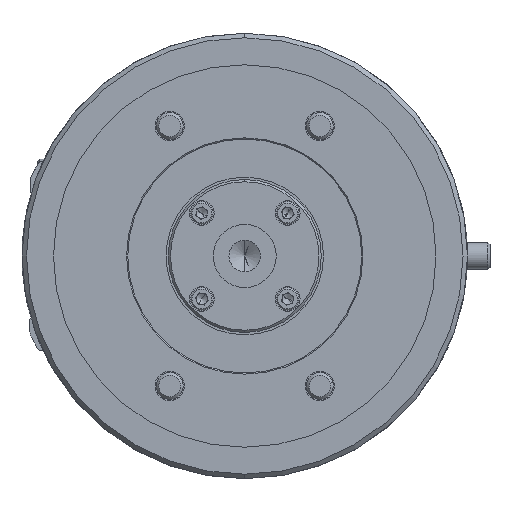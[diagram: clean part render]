
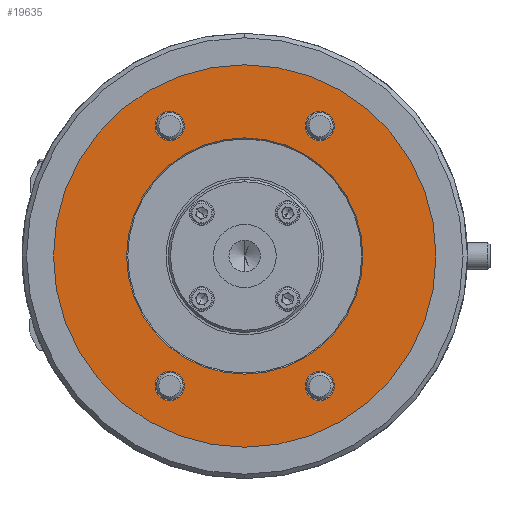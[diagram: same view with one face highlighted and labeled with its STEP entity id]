
A CAD part, left-side view. The second image highlights one B-rep face of the part: STEP entity #19635.
In plain terms, the highlighted planar face has unit normal (-1, 0, 0).
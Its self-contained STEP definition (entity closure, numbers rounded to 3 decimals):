
#352 = CARTESIAN_POINT ( 'NONE',  ( 5., -33.35, 57.764 ) ) ;
#445 = AXIS2_PLACEMENT_3D ( 'NONE', #14736, #4093, #10087 ) ;
#736 = CARTESIAN_POINT ( 'NONE',  ( 5., 33.35, -51.264 ) ) ;
#774 = ORIENTED_EDGE ( 'NONE', *, *, #1724, .F. ) ;
#884 = DIRECTION ( 'NONE',  ( 0., 0., 1. ) ) ;
#1179 = ORIENTED_EDGE ( 'NONE', *, *, #13115, .F. ) ;
#1180 = DIRECTION ( 'NONE',  ( 1., 0., 0. ) ) ;
#1674 = FACE_BOUND ( 'NONE', #3135, .T. ) ;
#1724 = EDGE_CURVE ( 'NONE', #2445, #5684, #9678, .T. ) ;
#1842 = DIRECTION ( 'NONE',  ( -1., 0., 0. ) ) ;
#1914 = CARTESIAN_POINT ( 'NONE',  ( 5., 0., -52.5 ) ) ;
#2052 = DIRECTION ( 'NONE',  ( 0., 0., 1. ) ) ;
#2097 = DIRECTION ( 'NONE',  ( -1., 0., 0. ) ) ;
#2188 = EDGE_CURVE ( 'NONE', #11290, #7101, #12278, .T. ) ;
#2445 = VERTEX_POINT ( 'NONE', #11907 ) ;
#2839 = VERTEX_POINT ( 'NONE', #3697 ) ;
#2912 = CIRCLE ( 'NONE', #7175, 6.5 ) ;
#2931 = CIRCLE ( 'NONE', #11523, 52.5 ) ;
#2964 = CARTESIAN_POINT ( 'NONE',  ( 5., -33.35, -51.264 ) ) ;
#3060 = CARTESIAN_POINT ( 'NONE',  ( 5., -33.35, -57.764 ) ) ;
#3135 = EDGE_LOOP ( 'NONE', ( #9763, #6789 ) ) ;
#3379 = CARTESIAN_POINT ( 'NONE',  ( 5., 33.35, 64.264 ) ) ;
#3697 = CARTESIAN_POINT ( 'NONE',  ( 5., 33.35, 51.264 ) ) ;
#3745 = AXIS2_PLACEMENT_3D ( 'NONE', #352, #13977, #18534 ) ;
#3783 = CARTESIAN_POINT ( 'NONE',  ( 5., -33.35, -57.764 ) ) ;
#3828 = EDGE_CURVE ( 'NONE', #7101, #11290, #4554, .T. ) ;
#3917 = VERTEX_POINT ( 'NONE', #1914 ) ;
#3960 = VERTEX_POINT ( 'NONE', #3379 ) ;
#3985 = EDGE_CURVE ( 'NONE', #5684, #2445, #15797, .T. ) ;
#4093 = DIRECTION ( 'NONE',  ( 1., 0., 0. ) ) ;
#4481 = ORIENTED_EDGE ( 'NONE', *, *, #3828, .F. ) ;
#4554 = CIRCLE ( 'NONE', #14157, 85. ) ;
#4734 = ORIENTED_EDGE ( 'NONE', *, *, #10458, .F. ) ;
#4879 = AXIS2_PLACEMENT_3D ( 'NONE', #11052, #1842, #15775 ) ;
#4935 = ORIENTED_EDGE ( 'NONE', *, *, #18434, .F. ) ;
#4988 = EDGE_LOOP ( 'NONE', ( #1179, #19023 ) ) ;
#5085 = DIRECTION ( 'NONE',  ( 1., 0., 0. ) ) ;
#5292 = DIRECTION ( 'NONE',  ( 1., 0., 0. ) ) ;
#5494 = CIRCLE ( 'NONE', #9102, 6.5 ) ;
#5501 = EDGE_LOOP ( 'NONE', ( #4481, #12498 ) ) ;
#5640 = CARTESIAN_POINT ( 'NONE',  ( 5., 85., 0. ) ) ;
#5684 = VERTEX_POINT ( 'NONE', #2964 ) ;
#5809 = CARTESIAN_POINT ( 'NONE',  ( 5., 0., 0. ) ) ;
#6631 = CARTESIAN_POINT ( 'NONE',  ( 5., 33.35, -57.764 ) ) ;
#6789 = ORIENTED_EDGE ( 'NONE', *, *, #12799, .T. ) ;
#6835 = DIRECTION ( 'NONE',  ( 0., 0., 1. ) ) ;
#7101 = VERTEX_POINT ( 'NONE', #8541 ) ;
#7175 = AXIS2_PLACEMENT_3D ( 'NONE', #8644, #17761, #8453 ) ;
#7339 = DIRECTION ( 'NONE',  ( 0., 0., -1. ) ) ;
#7409 = VERTEX_POINT ( 'NONE', #13471 ) ;
#7524 = CIRCLE ( 'NONE', #3745, 6.5 ) ;
#7957 = AXIS2_PLACEMENT_3D ( 'NONE', #5640, #10268, #884 ) ;
#8080 = AXIS2_PLACEMENT_3D ( 'NONE', #8204, #2097, #14403 ) ;
#8204 = CARTESIAN_POINT ( 'NONE',  ( 5., 33.35, 57.764 ) ) ;
#8453 = DIRECTION ( 'NONE',  ( 0., 0., 1. ) ) ;
#8541 = CARTESIAN_POINT ( 'NONE',  ( 5., 0., -85. ) ) ;
#8644 = CARTESIAN_POINT ( 'NONE',  ( 5., 33.35, -57.764 ) ) ;
#8755 = CIRCLE ( 'NONE', #445, 52.5 ) ;
#8794 = VERTEX_POINT ( 'NONE', #17305 ) ;
#9102 = AXIS2_PLACEMENT_3D ( 'NONE', #9347, #17988, #15475 ) ;
#9347 = CARTESIAN_POINT ( 'NONE',  ( 5., -33.35, 57.764 ) ) ;
#9626 = FACE_BOUND ( 'NONE', #19678, .T. ) ;
#9678 = CIRCLE ( 'NONE', #10704, 6.5 ) ;
#9685 = EDGE_CURVE ( 'NONE', #16504, #11749, #5494, .T. ) ;
#9763 = ORIENTED_EDGE ( 'NONE', *, *, #17261, .T. ) ;
#9861 = FACE_BOUND ( 'NONE', #10024, .T. ) ;
#10024 = EDGE_LOOP ( 'NONE', ( #774, #13376 ) ) ;
#10087 = DIRECTION ( 'NONE',  ( 0., 0., -1. ) ) ;
#10268 = DIRECTION ( 'NONE',  ( -1., 0., 0. ) ) ;
#10329 = FACE_OUTER_BOUND ( 'NONE', #5501, .T. ) ;
#10458 = EDGE_CURVE ( 'NONE', #3960, #2839, #14549, .T. ) ;
#10704 = AXIS2_PLACEMENT_3D ( 'NONE', #3060, #13207, #11560 ) ;
#11052 = CARTESIAN_POINT ( 'NONE',  ( 5., 33.35, 57.764 ) ) ;
#11290 = VERTEX_POINT ( 'NONE', #15341 ) ;
#11523 = AXIS2_PLACEMENT_3D ( 'NONE', #5809, #1180, #7339 ) ;
#11560 = DIRECTION ( 'NONE',  ( 0., 0., 1. ) ) ;
#11737 = PLANE ( 'NONE',  #7957 ) ;
#11749 = VERTEX_POINT ( 'NONE', #15421 ) ;
#11907 = CARTESIAN_POINT ( 'NONE',  ( 5., -33.35, -64.264 ) ) ;
#12123 = AXIS2_PLACEMENT_3D ( 'NONE', #3783, #14430, #2052 ) ;
#12278 = CIRCLE ( 'NONE', #17448, 85. ) ;
#12377 = EDGE_LOOP ( 'NONE', ( #4935, #15725 ) ) ;
#12498 = ORIENTED_EDGE ( 'NONE', *, *, #2188, .F. ) ;
#12799 = EDGE_CURVE ( 'NONE', #3917, #8794, #8755, .T. ) ;
#13115 = EDGE_CURVE ( 'NONE', #11749, #16504, #7524, .T. ) ;
#13207 = DIRECTION ( 'NONE',  ( -1., 0., 0. ) ) ;
#13376 = ORIENTED_EDGE ( 'NONE', *, *, #3985, .F. ) ;
#13471 = CARTESIAN_POINT ( 'NONE',  ( 5., 33.35, -64.264 ) ) ;
#13977 = DIRECTION ( 'NONE',  ( -1., 0., 0. ) ) ;
#14157 = AXIS2_PLACEMENT_3D ( 'NONE', #14160, #5085, #16956 ) ;
#14160 = CARTESIAN_POINT ( 'NONE',  ( 5., 0., 0. ) ) ;
#14376 = FACE_BOUND ( 'NONE', #12377, .T. ) ;
#14403 = DIRECTION ( 'NONE',  ( 0., 0., 1. ) ) ;
#14430 = DIRECTION ( 'NONE',  ( -1., 0., 0. ) ) ;
#14435 = CARTESIAN_POINT ( 'NONE',  ( 5., 0., 0. ) ) ;
#14549 = CIRCLE ( 'NONE', #4879, 6.5 ) ;
#14736 = CARTESIAN_POINT ( 'NONE',  ( 5., 0., 0. ) ) ;
#15341 = CARTESIAN_POINT ( 'NONE',  ( 5., 0., 85. ) ) ;
#15421 = CARTESIAN_POINT ( 'NONE',  ( 5., -33.35, 51.264 ) ) ;
#15475 = DIRECTION ( 'NONE',  ( 0., 0., 1. ) ) ;
#15725 = ORIENTED_EDGE ( 'NONE', *, *, #18287, .F. ) ;
#15775 = DIRECTION ( 'NONE',  ( 0., 0., 1. ) ) ;
#15797 = CIRCLE ( 'NONE', #12123, 6.5 ) ;
#15968 = DIRECTION ( 'NONE',  ( 0., 0., -1. ) ) ;
#16504 = VERTEX_POINT ( 'NONE', #17633 ) ;
#16752 = AXIS2_PLACEMENT_3D ( 'NONE', #6631, #18956, #6835 ) ;
#16956 = DIRECTION ( 'NONE',  ( 0., 0., -1. ) ) ;
#17199 = VERTEX_POINT ( 'NONE', #736 ) ;
#17234 = FACE_BOUND ( 'NONE', #4988, .T. ) ;
#17261 = EDGE_CURVE ( 'NONE', #8794, #3917, #2931, .T. ) ;
#17305 = CARTESIAN_POINT ( 'NONE',  ( 5., 0., 52.5 ) ) ;
#17448 = AXIS2_PLACEMENT_3D ( 'NONE', #14435, #5292, #15968 ) ;
#17633 = CARTESIAN_POINT ( 'NONE',  ( 5., -33.35, 64.264 ) ) ;
#17761 = DIRECTION ( 'NONE',  ( -1., 0., 0. ) ) ;
#17988 = DIRECTION ( 'NONE',  ( -1., 0., 0. ) ) ;
#18287 = EDGE_CURVE ( 'NONE', #17199, #7409, #18637, .T. ) ;
#18434 = EDGE_CURVE ( 'NONE', #7409, #17199, #2912, .T. ) ;
#18534 = DIRECTION ( 'NONE',  ( 0., 0., 1. ) ) ;
#18637 = CIRCLE ( 'NONE', #16752, 6.5 ) ;
#18770 = EDGE_CURVE ( 'NONE', #2839, #3960, #19150, .T. ) ;
#18956 = DIRECTION ( 'NONE',  ( -1., 0., 0. ) ) ;
#19023 = ORIENTED_EDGE ( 'NONE', *, *, #9685, .F. ) ;
#19150 = CIRCLE ( 'NONE', #8080, 6.5 ) ;
#19251 = ORIENTED_EDGE ( 'NONE', *, *, #18770, .F. ) ;
#19635 = ADVANCED_FACE ( 'NONE', ( #9626, #17234, #14376, #9861, #1674, #10329 ), #11737, .T. ) ;
#19678 = EDGE_LOOP ( 'NONE', ( #19251, #4734 ) ) ;
